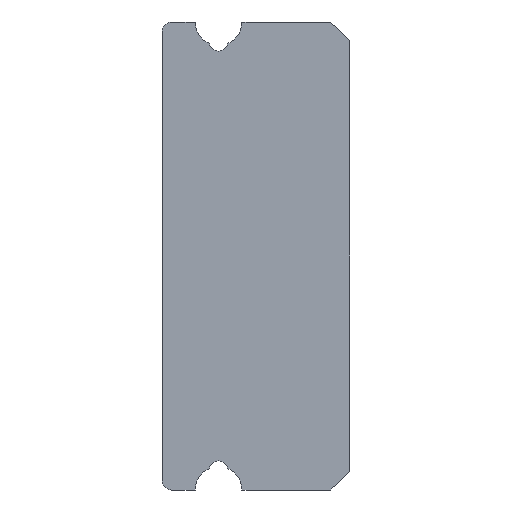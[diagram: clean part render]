
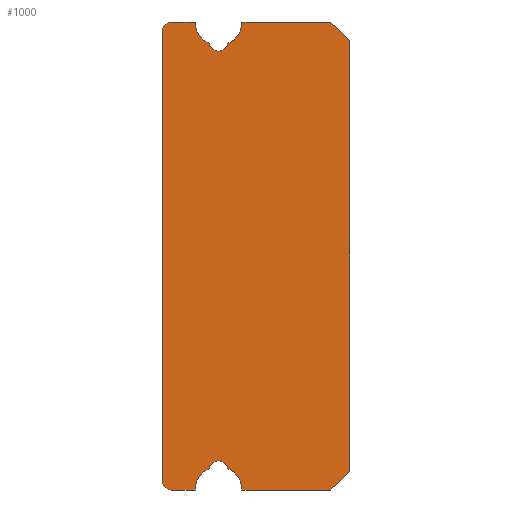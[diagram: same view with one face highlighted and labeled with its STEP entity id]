
A CAD part, left-side view. The second image highlights one B-rep face of the part: STEP entity #1000.
In plain terms, the highlighted planar face has unit normal (-1, 0, 0).
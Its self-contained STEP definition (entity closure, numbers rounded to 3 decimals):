
#44 = VERTEX_POINT ( 'NONE', #103 ) ;
#45 = VERTEX_POINT ( 'NONE', #106 ) ;
#72 = VERTEX_POINT ( 'NONE', #130 ) ;
#74 = VERTEX_POINT ( 'NONE', #132 ) ;
#76 = VERTEX_POINT ( 'NONE', #134 ) ;
#77 = VERTEX_POINT ( 'NONE', #135 ) ;
#82 = VERTEX_POINT ( 'NONE', #140 ) ;
#83 = VERTEX_POINT ( 'NONE', #141 ) ;
#86 = VERTEX_POINT ( 'NONE', #144 ) ;
#87 = VERTEX_POINT ( 'NONE', #145 ) ;
#89 = VERTEX_POINT ( 'NONE', #147 ) ;
#91 = VERTEX_POINT ( 'NONE', #149 ) ;
#93 = VERTEX_POINT ( 'NONE', #151 ) ;
#95 = VERTEX_POINT ( 'NONE', #153 ) ;
#96 = VERTEX_POINT ( 'NONE', #154 ) ;
#97 = VERTEX_POINT ( 'NONE', #155 ) ;
#98 = VERTEX_POINT ( 'NONE', #156 ) ;
#103 = CARTESIAN_POINT ( 'NONE',  ( -50., 2.8, 4.38 ) ) ;
#106 = CARTESIAN_POINT ( 'NONE',  ( -50., 2.996, 4.54 ) ) ;
#130 = CARTESIAN_POINT ( 'NONE',  ( -50., 2.3, 5. ) ) ;
#132 = CARTESIAN_POINT ( 'NONE',  ( -50., 0.4, 5. ) ) ;
#134 = CARTESIAN_POINT ( 'NONE',  ( -50., 3.3, -5. ) ) ;
#135 = CARTESIAN_POINT ( 'NONE',  ( -50., 3.8, -5. ) ) ;
#140 = CARTESIAN_POINT ( 'NONE',  ( -50., 3.8, 5. ) ) ;
#141 = CARTESIAN_POINT ( 'NONE',  ( -50., 3.3, 5. ) ) ;
#144 = CARTESIAN_POINT ( 'NONE',  ( -50., 4., -4.8 ) ) ;
#145 = CARTESIAN_POINT ( 'NONE',  ( -50., 4., 4.8 ) ) ;
#147 = CARTESIAN_POINT ( 'NONE',  ( -50., 2.3, -5. ) ) ;
#149 = CARTESIAN_POINT ( 'NONE',  ( -50., 0.4, -5. ) ) ;
#151 = CARTESIAN_POINT ( 'NONE',  ( -50., 0., -4.6 ) ) ;
#153 = CARTESIAN_POINT ( 'NONE',  ( -50., 0., 4.6 ) ) ;
#154 = CARTESIAN_POINT ( 'NONE',  ( -50., 2.996, -4.54 ) ) ;
#155 = CARTESIAN_POINT ( 'NONE',  ( -50., 2.604, -4.54 ) ) ;
#156 = CARTESIAN_POINT ( 'NONE',  ( -50., 2.604, 4.54 ) ) ;
#231 = CARTESIAN_POINT ( 'NONE',  ( -50., 0., 5. ) ) ;
#240 = PLANE ( 'NONE',  #1130 ) ;
#245 = DIRECTION ( 'NONE',  ( 1., 0., 0. ) ) ;
#246 = DIRECTION ( 'NONE',  ( 0., 0., -1. ) ) ;
#346 = CARTESIAN_POINT ( 'NONE',  ( -50., 2.8, 4.58 ) ) ;
#348 = DIRECTION ( 'NONE',  ( 1., 0., 0. ) ) ;
#349 = DIRECTION ( 'NONE',  ( 0., 0., 1. ) ) ;
#363 = CARTESIAN_POINT ( 'NONE',  ( -50., 0.4, 5. ) ) ;
#365 = CARTESIAN_POINT ( 'NONE',  ( -50., 0.4, 5. ) ) ;
#366 = DIRECTION ( 'NONE',  ( 0., -1., 0. ) ) ;
#368 = DIRECTION ( 'NONE',  ( 0., -1., 0. ) ) ;
#375 = CARTESIAN_POINT ( 'NONE',  ( -50., 0.4, -5. ) ) ;
#378 = DIRECTION ( 'NONE',  ( 0., 1., 0. ) ) ;
#390 = CARTESIAN_POINT ( 'NONE',  ( -50., 4., -5. ) ) ;
#391 = DIRECTION ( 'NONE',  ( 0., 0., 1. ) ) ;
#398 = CARTESIAN_POINT ( 'NONE',  ( -50., 0.4, -5. ) ) ;
#399 = CARTESIAN_POINT ( 'NONE',  ( -50., 0., -4.6 ) ) ;
#400 = DIRECTION ( 'NONE',  ( 0., 0.707, -0.707 ) ) ;
#413 = DIRECTION ( 'NONE',  ( 0., 1., 0. ) ) ;
#414 = CARTESIAN_POINT ( 'NONE',  ( -50., 2.8, -5. ) ) ;
#415 = DIRECTION ( 'NONE',  ( 1., 0., 0. ) ) ;
#416 = DIRECTION ( 'NONE',  ( 0., 0., -1. ) ) ;
#422 = CARTESIAN_POINT ( 'NONE',  ( -50., 0., -4.6 ) ) ;
#430 = CARTESIAN_POINT ( 'NONE',  ( -50., 3.8, -4.8 ) ) ;
#431 = DIRECTION ( 'NONE',  ( 0., 0., -1. ) ) ;
#432 = CARTESIAN_POINT ( 'NONE',  ( -50., 2.8, -5. ) ) ;
#433 = DIRECTION ( 'NONE',  ( -1., 0., 0. ) ) ;
#434 = DIRECTION ( 'NONE',  ( 0., 0., -1. ) ) ;
#435 = CARTESIAN_POINT ( 'NONE',  ( -50., 3.8, 4.8 ) ) ;
#438 = CARTESIAN_POINT ( 'NONE',  ( -50., 0., 4.6 ) ) ;
#439 = DIRECTION ( 'NONE',  ( 0., -0.707, -0.707 ) ) ;
#440 = CARTESIAN_POINT ( 'NONE',  ( -50., 2.8, -4.58 ) ) ;
#441 = DIRECTION ( 'NONE',  ( 1., 0., 0. ) ) ;
#442 = DIRECTION ( 'NONE',  ( 0., 0., -1. ) ) ;
#445 = CARTESIAN_POINT ( 'NONE',  ( -50., 2.8, 5. ) ) ;
#446 = DIRECTION ( 'NONE',  ( -1., 0., 0. ) ) ;
#447 = DIRECTION ( 'NONE',  ( 0., 0., -1. ) ) ;
#448 = CARTESIAN_POINT ( 'NONE',  ( -50., 2.8, 5. ) ) ;
#449 = DIRECTION ( 'NONE',  ( 1., 0., 0. ) ) ;
#450 = DIRECTION ( 'NONE',  ( 0., 0., -1. ) ) ;
#451 = CARTESIAN_POINT ( 'NONE',  ( -50., 2.8, 4.58 ) ) ;
#452 = DIRECTION ( 'NONE',  ( 1., 0., 0. ) ) ;
#453 = DIRECTION ( 'NONE',  ( 0., 0., 1. ) ) ;
#455 = DIRECTION ( 'NONE',  ( 1., 0., 0. ) ) ;
#456 = DIRECTION ( 'NONE',  ( 0., 0., 1. ) ) ;
#458 = DIRECTION ( 'NONE',  ( 1., 0., 0. ) ) ;
#459 = DIRECTION ( 'NONE',  ( 0., 0., 1. ) ) ;
#527 = AXIS2_PLACEMENT_3D ( 'NONE', #432, #441, #442 ) ;
#553 = EDGE_LOOP ( 'NONE', ( #627, #628, #629, #630, #631, #632, #633, #634, #635, #636, #637, #638, #639, #640, #641, #642, #643 ) ) ;
#627 = ORIENTED_EDGE ( 'NONE', *, *, #1059, .F. ) ;
#628 = ORIENTED_EDGE ( 'NONE', *, *, #1077, .T. ) ;
#629 = ORIENTED_EDGE ( 'NONE', *, *, #1053, .F. ) ;
#630 = ORIENTED_EDGE ( 'NONE', *, *, #1070, .T. ) ;
#631 = ORIENTED_EDGE ( 'NONE', *, *, #1083, .T. ) ;
#632 = ORIENTED_EDGE ( 'NONE', *, *, #1080, .T. ) ;
#633 = ORIENTED_EDGE ( 'NONE', *, *, #1069, .F. ) ;
#634 = ORIENTED_EDGE ( 'NONE', *, *, #1063, .F. ) ;
#635 = ORIENTED_EDGE ( 'NONE', *, *, #1076, .F. ) ;
#636 = ORIENTED_EDGE ( 'NONE', *, *, #1079, .F. ) ;
#637 = ORIENTED_EDGE ( 'NONE', *, *, #1048, .F. ) ;
#638 = ORIENTED_EDGE ( 'NONE', *, *, #1084, .T. ) ;
#639 = ORIENTED_EDGE ( 'NONE', *, *, #1086, .T. ) ;
#640 = ORIENTED_EDGE ( 'NONE', *, *, #1040, .T. ) ;
#641 = ORIENTED_EDGE ( 'NONE', *, *, #1085, .T. ) ;
#642 = ORIENTED_EDGE ( 'NONE', *, *, #1047, .F. ) ;
#643 = ORIENTED_EDGE ( 'NONE', *, *, #1082, .T. ) ;
#778 = FACE_OUTER_BOUND ( 'NONE', #553, .T. ) ;
#850 = CIRCLE ( 'NONE', #1132, 0.2 ) ;
#852 = LINE ( 'NONE', #363, #860 ) ;
#857 = LINE ( 'NONE', #365, #862 ) ;
#860 = VECTOR ( 'NONE', #366, 1000. ) ;
#862 = VECTOR ( 'NONE', #368, 1000. ) ;
#863 = LINE ( 'NONE', #375, #872 ) ;
#872 = VECTOR ( 'NONE', #378, 1000. ) ;
#876 = LINE ( 'NONE', #399, #888 ) ;
#883 = LINE ( 'NONE', #390, #884 ) ;
#884 = VECTOR ( 'NONE', #391, 1000. ) ;
#888 = VECTOR ( 'NONE', #400, 1000. ) ;
#892 = LINE ( 'NONE', #398, #900 ) ;
#900 = VECTOR ( 'NONE', #413, 1000. ) ;
#903 = CIRCLE ( 'NONE', #1157, 0.5 ) ;
#908 = LINE ( 'NONE', #422, #910 ) ;
#910 = VECTOR ( 'NONE', #431, 1000. ) ;
#911 = LINE ( 'NONE', #438, #913 ) ;
#913 = VECTOR ( 'NONE', #439, 1000. ) ;
#914 = CIRCLE ( 'NONE', #1161, 0.2 ) ;
#917 = CIRCLE ( 'NONE', #527, 0.5 ) ;
#918 = CIRCLE ( 'NONE', #1162, 0.2 ) ;
#919 = CIRCLE ( 'NONE', #1165, 0.2 ) ;
#920 = CIRCLE ( 'NONE', #1167, 0.5 ) ;
#921 = CIRCLE ( 'NONE', #1166, 0.5 ) ;
#922 = CIRCLE ( 'NONE', #1168, 0.2 ) ;
#1000 = ADVANCED_FACE ( 'NONE', ( #778 ), #240, .F. ) ;
#1040 = EDGE_CURVE ( 'NONE', #44, #45, #850, .T. ) ;
#1047 = EDGE_CURVE ( 'NONE', #82, #83, #852, .T. ) ;
#1048 = EDGE_CURVE ( 'NONE', #72, #74, #857, .T. ) ;
#1053 = EDGE_CURVE ( 'NONE', #76, #77, #863, .T. ) ;
#1059 = EDGE_CURVE ( 'NONE', #86, #87, #883, .T. ) ;
#1063 = EDGE_CURVE ( 'NONE', #93, #91, #876, .T. ) ;
#1069 = EDGE_CURVE ( 'NONE', #91, #89, #892, .T. ) ;
#1070 = EDGE_CURVE ( 'NONE', #76, #96, #903, .T. ) ;
#1076 = EDGE_CURVE ( 'NONE', #95, #93, #908, .T. ) ;
#1077 = EDGE_CURVE ( 'NONE', #86, #77, #914, .T. ) ;
#1079 = EDGE_CURVE ( 'NONE', #74, #95, #911, .T. ) ;
#1080 = EDGE_CURVE ( 'NONE', #97, #89, #917, .T. ) ;
#1082 = EDGE_CURVE ( 'NONE', #82, #87, #918, .T. ) ;
#1083 = EDGE_CURVE ( 'NONE', #96, #97, #919, .T. ) ;
#1084 = EDGE_CURVE ( 'NONE', #72, #98, #920, .T. ) ;
#1085 = EDGE_CURVE ( 'NONE', #45, #83, #921, .T. ) ;
#1086 = EDGE_CURVE ( 'NONE', #98, #44, #922, .T. ) ;
#1130 = AXIS2_PLACEMENT_3D ( 'NONE', #231, #245, #246 ) ;
#1132 = AXIS2_PLACEMENT_3D ( 'NONE', #346, #348, #349 ) ;
#1157 = AXIS2_PLACEMENT_3D ( 'NONE', #414, #415, #416 ) ;
#1161 = AXIS2_PLACEMENT_3D ( 'NONE', #430, #433, #434 ) ;
#1162 = AXIS2_PLACEMENT_3D ( 'NONE', #435, #446, #447 ) ;
#1165 = AXIS2_PLACEMENT_3D ( 'NONE', #440, #449, #450 ) ;
#1166 = AXIS2_PLACEMENT_3D ( 'NONE', #448, #455, #456 ) ;
#1167 = AXIS2_PLACEMENT_3D ( 'NONE', #445, #452, #453 ) ;
#1168 = AXIS2_PLACEMENT_3D ( 'NONE', #451, #458, #459 ) ;
